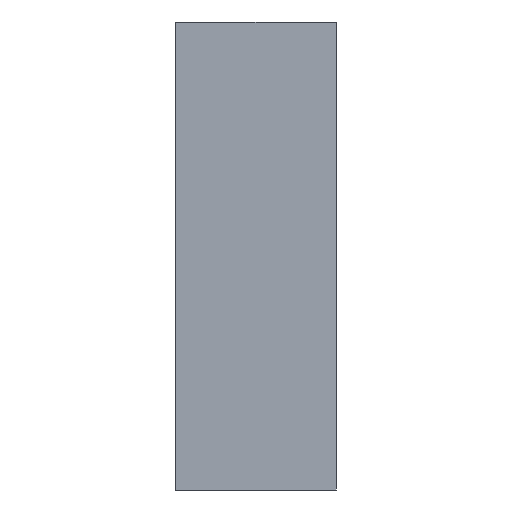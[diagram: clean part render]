
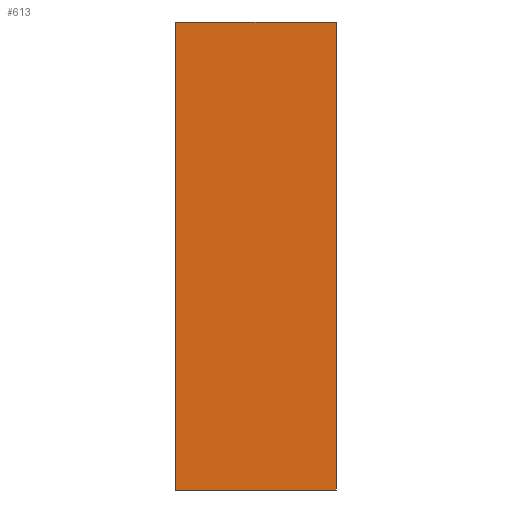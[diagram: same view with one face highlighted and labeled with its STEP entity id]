
A CAD part, left-side view. The second image highlights one B-rep face of the part: STEP entity #613.
In plain terms, the highlighted planar face has unit normal (-1, 0, 0).
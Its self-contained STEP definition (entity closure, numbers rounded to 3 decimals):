
#73 = DIRECTION ( 'NONE',  ( 0., 0., 1. ) ) ;
#76 = DIRECTION ( 'NONE',  ( 0., 1., 0. ) ) ;
#141 = VECTOR ( 'NONE', #2205, 1000. ) ;
#154 = DIRECTION ( 'NONE',  ( 0., 1., 0. ) ) ;
#613 = ADVANCED_FACE ( 'NONE', ( #5598 ), #5194, .F. ) ;
#706 = VERTEX_POINT ( 'NONE', #5363 ) ;
#774 = ORIENTED_EDGE ( 'NONE', *, *, #1309, .F. ) ;
#981 = VECTOR ( 'NONE', #76, 1000. ) ;
#1120 = ORIENTED_EDGE ( 'NONE', *, *, #4897, .F. ) ;
#1254 = DIRECTION ( 'NONE',  ( 1., 0., 0. ) ) ;
#1309 = EDGE_CURVE ( 'NONE', #3545, #4954, #3094, .T. ) ;
#1408 = LINE ( 'NONE', #3182, #981 ) ;
#1738 = VECTOR ( 'NONE', #73, 1000. ) ;
#1750 = CARTESIAN_POINT ( 'NONE',  ( -1.6, 0.275, 1.6 ) ) ;
#2205 = DIRECTION ( 'NONE',  ( 0., 0., 1. ) ) ;
#2223 = EDGE_LOOP ( 'NONE', ( #3085, #2972, #774, #1120 ) ) ;
#2312 = LINE ( 'NONE', #3208, #4669 ) ;
#2718 = LINE ( 'NONE', #5214, #1738 ) ;
#2972 = ORIENTED_EDGE ( 'NONE', *, *, #3749, .T. ) ;
#3080 = AXIS2_PLACEMENT_3D ( 'NONE', #3843, #1254, #3871 ) ;
#3085 = ORIENTED_EDGE ( 'NONE', *, *, #4353, .T. ) ;
#3094 = LINE ( 'NONE', #1750, #141 ) ;
#3182 = CARTESIAN_POINT ( 'NONE',  ( -1.6, 0., 1.6 ) ) ;
#3208 = CARTESIAN_POINT ( 'NONE',  ( -1.6, 0., 0. ) ) ;
#3333 = CARTESIAN_POINT ( 'NONE',  ( -1.6, 0.275, 0. ) ) ;
#3545 = VERTEX_POINT ( 'NONE', #3333 ) ;
#3749 = EDGE_CURVE ( 'NONE', #706, #4954, #1408, .T. ) ;
#3806 = CARTESIAN_POINT ( 'NONE',  ( -1.6, 0.275, 1.6 ) ) ;
#3843 = CARTESIAN_POINT ( 'NONE',  ( -1.6, -0.275, 1.6 ) ) ;
#3871 = DIRECTION ( 'NONE',  ( 0., 0., -1. ) ) ;
#4338 = CARTESIAN_POINT ( 'NONE',  ( -1.6, -0.275, 0. ) ) ;
#4353 = EDGE_CURVE ( 'NONE', #4378, #706, #2718, .T. ) ;
#4378 = VERTEX_POINT ( 'NONE', #4338 ) ;
#4669 = VECTOR ( 'NONE', #154, 1000. ) ;
#4897 = EDGE_CURVE ( 'NONE', #4378, #3545, #2312, .T. ) ;
#4954 = VERTEX_POINT ( 'NONE', #3806 ) ;
#5194 = PLANE ( 'NONE',  #3080 ) ;
#5214 = CARTESIAN_POINT ( 'NONE',  ( -1.6, -0.275, 1.6 ) ) ;
#5363 = CARTESIAN_POINT ( 'NONE',  ( -1.6, -0.275, 1.6 ) ) ;
#5598 = FACE_OUTER_BOUND ( 'NONE', #2223, .T. ) ;
